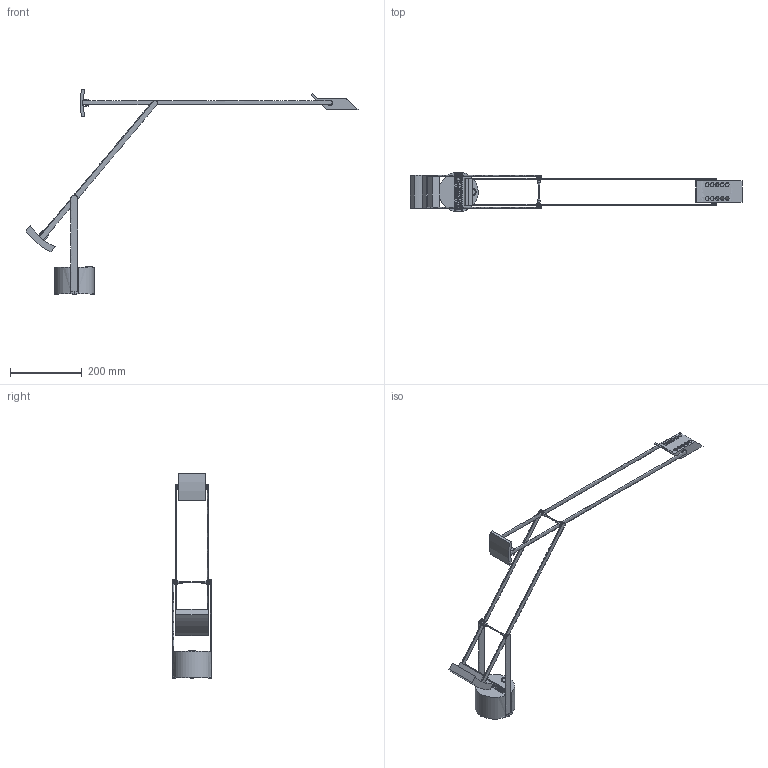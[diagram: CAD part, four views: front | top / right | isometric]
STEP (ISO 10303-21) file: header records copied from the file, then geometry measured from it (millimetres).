
FILE_DESCRIPTION(/* description */ (''),/* implementation_level */ '2;1');
FILE_NAME(/* name */ 'Tizio LED',/* time_stamp */ '2009-05-25T15:42:52+02:00',/* author */ (''),/* organization */ (''),/* preprocessor_version */ 'ST-DEVELOPER v10',/* originating_system */ '',/* authorisation */ '');
FILE_SCHEMA (('AUTOMOTIVE_DESIGN'));
Length unit declared in the file: centimetre
Products named in the file (1): 1
Bounding box: 928.71 x 110.76 x 575.1 mm (x, y, z)
Volume: 356021.9 mm3; surface area: 225318.4 mm2
Topology: 8 solids, 12 shells, 207 faces, 510 edges, 341 vertices
Faces by surface type: bspline 207
Entity records: 7464 total; most frequent: CARTESIAN_POINT 4460, ORIENTED_EDGE 964, EDGE_CURVE 506, VERTEX_POINT 341, B_SPLINE_CURVE_WITH_KNOTS 263, EDGE_LOOP 252, ADVANCED_FACE 207, FACE_OUTER_BOUND 207
